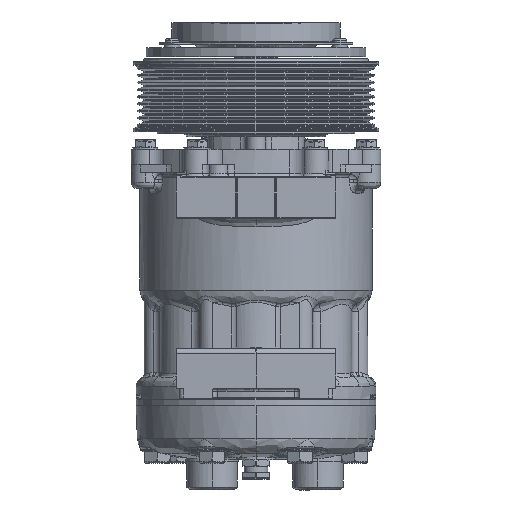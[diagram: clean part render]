
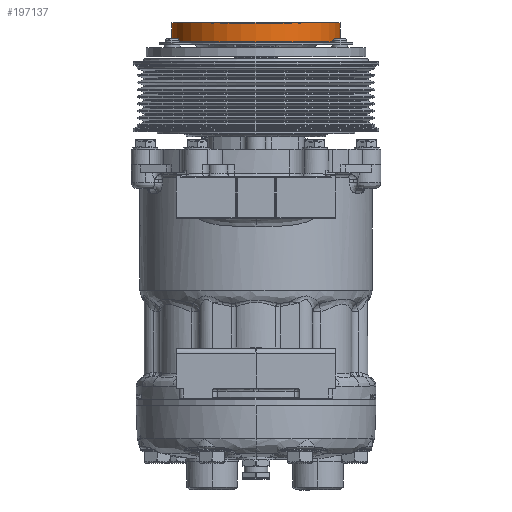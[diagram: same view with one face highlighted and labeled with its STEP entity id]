
A CAD part, front view. The second image highlights one B-rep face of the part: STEP entity #197137.
In plain terms, the highlighted cylindrical face has radius 42.2 mm (diameter 84.4 mm), a partial arc.
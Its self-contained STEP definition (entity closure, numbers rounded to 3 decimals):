
#20076 = CARTESIAN_POINT ( 'NONE',  ( 43.219, 0., 130.493 ) ) ;
#20079 = CARTESIAN_POINT ( 'NONE',  ( -41.181, 0., 130.493 ) ) ;
#20728 = CARTESIAN_POINT ( 'NONE',  ( 43.219, 0., 120.993 ) ) ;
#20732 = DIRECTION ( 'NONE',  ( 0., 0., -1. ) ) ;
#20733 = VECTOR ( 'NONE', #20732, 1000. ) ;
#20736 = CARTESIAN_POINT ( 'NONE',  ( 43.219, 0., 130.493 ) ) ;
#20738 = LINE ( 'NONE', #20736, #20733 ) ;
#20904 = DIRECTION ( 'NONE',  ( 0., 0., -1. ) ) ;
#20905 = VECTOR ( 'NONE', #20904, 1000. ) ;
#20907 = CARTESIAN_POINT ( 'NONE',  ( -41.181, 0., 130.493 ) ) ;
#20910 = LINE ( 'NONE', #20907, #20905 ) ;
#20918 = CARTESIAN_POINT ( 'NONE',  ( -41.181, 0., 120.993 ) ) ;
#21865 = CARTESIAN_POINT ( 'NONE',  ( 1.019, 0., 130.493 ) ) ;
#22028 = DIRECTION ( 'NONE',  ( -1., 0., 0. ) ) ;
#22030 = DIRECTION ( 'NONE',  ( 0., 0., -1. ) ) ;
#22032 = AXIS2_PLACEMENT_3D ( 'NONE', #21865, #22030, #22028 ) ;
#22035 = CIRCLE ( 'NONE', #22032, 42.2 ) ;
#23321 = CYLINDRICAL_SURFACE ( 'NONE', #23324, 42.2 ) ;
#23324 = AXIS2_PLACEMENT_3D ( 'NONE', #23420, #23418, #23416 ) ;
#23326 = FACE_OUTER_BOUND ( 'NONE', #197140, .T. ) ;
#23387 = DIRECTION ( 'NONE',  ( 1., 0., 0. ) ) ;
#23389 = DIRECTION ( 'NONE',  ( 0., 0., 1. ) ) ;
#23391 = CARTESIAN_POINT ( 'NONE',  ( 1.019, 0., 120.993 ) ) ;
#23392 = AXIS2_PLACEMENT_3D ( 'NONE', #23391, #23389, #23387 ) ;
#23393 = CIRCLE ( 'NONE', #23392, 42.2 ) ;
#23399 = CARTESIAN_POINT ( 'NONE',  ( -35.528, -21.1, 120.993 ) ) ;
#23401 = DIRECTION ( 'NONE',  ( 1., 0., 0. ) ) ;
#23404 = DIRECTION ( 'NONE',  ( 0., 0., 1. ) ) ;
#23407 = CARTESIAN_POINT ( 'NONE',  ( 1.019, 0., 120.993 ) ) ;
#23409 = AXIS2_PLACEMENT_3D ( 'NONE', #23407, #23404, #23401 ) ;
#23412 = CIRCLE ( 'NONE', #23409, 42.2 ) ;
#23416 = DIRECTION ( 'NONE',  ( -1., 0., 0. ) ) ;
#23418 = DIRECTION ( 'NONE',  ( 0., 0., -1. ) ) ;
#23420 = CARTESIAN_POINT ( 'NONE',  ( 1.019, 0., 130.493 ) ) ;
#196040 = VERTEX_POINT ( 'NONE', #20079 ) ;
#196043 = VERTEX_POINT ( 'NONE', #20076 ) ;
#196353 = EDGE_CURVE ( 'NONE', #196043, #196355, #20738, .T. ) ;
#196355 = VERTEX_POINT ( 'NONE', #20728 ) ;
#196369 = VERTEX_POINT ( 'NONE', #20918 ) ;
#196375 = EDGE_CURVE ( 'NONE', #196040, #196369, #20910, .T. ) ;
#196822 = EDGE_CURVE ( 'NONE', #196043, #196040, #22035, .T. ) ;
#197137 = ADVANCED_FACE ( 'NONE', ( #23326 ), #23321, .T. ) ;
#197140 = EDGE_LOOP ( 'NONE', ( #197142, #197145, #197148, #197152, #197160 ) ) ;
#197142 = ORIENTED_EDGE ( 'NONE', *, *, #196353, .F. ) ;
#197145 = ORIENTED_EDGE ( 'NONE', *, *, #196822, .T. ) ;
#197148 = ORIENTED_EDGE ( 'NONE', *, *, #196375, .T. ) ;
#197152 = ORIENTED_EDGE ( 'NONE', *, *, #197156, .T. ) ;
#197156 = EDGE_CURVE ( 'NONE', #196369, #197158, #23412, .T. ) ;
#197158 = VERTEX_POINT ( 'NONE', #23399 ) ;
#197160 = ORIENTED_EDGE ( 'NONE', *, *, #197162, .T. ) ;
#197162 = EDGE_CURVE ( 'NONE', #197158, #196355, #23393, .T. ) ;
